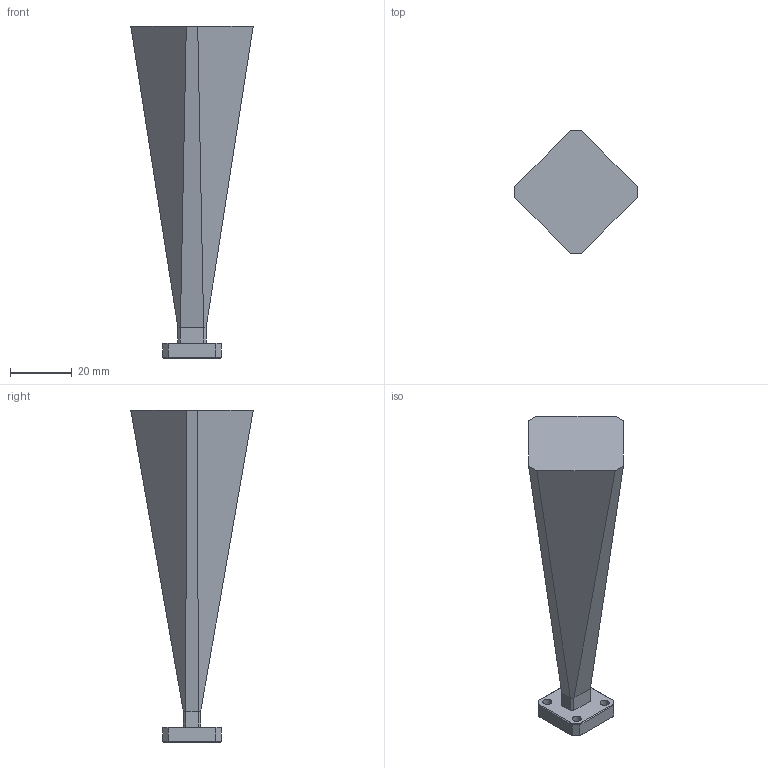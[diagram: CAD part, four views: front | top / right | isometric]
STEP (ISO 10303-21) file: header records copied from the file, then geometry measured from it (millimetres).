
FILE_DESCRIPTION (( 'STEP AP214' ), '1' );
FILE_NAME ('AA-A1.STEP', '2024-05-24T18:45:54', ( '' ), ( '' ), 'SwSTEP 2.0', 'SolidWorks 2021', '' );
FILE_SCHEMA (( 'AUTOMOTIVE_DESIGN' ));
Length unit declared in the file: inch
Products named in the file (1): AA-A1
Bounding box: 39.51 x 39.51 x 107.2 mm (x, y, z)
Volume: 41796.2 mm3; surface area: 9226 mm2
Topology: 1 solids, 1 shells, 60 faces, 152 edges, 96 vertices
Faces by surface type: plane 52, cylinder 8
Entity records: 1820 total; most frequent: CARTESIAN_POINT 309, ORIENTED_EDGE 304, DIRECTION 290, EDGE_CURVE 152, VECTOR 136, LINE 136, VERTEX_POINT 96, AXIS2_PLACEMENT_3D 77
